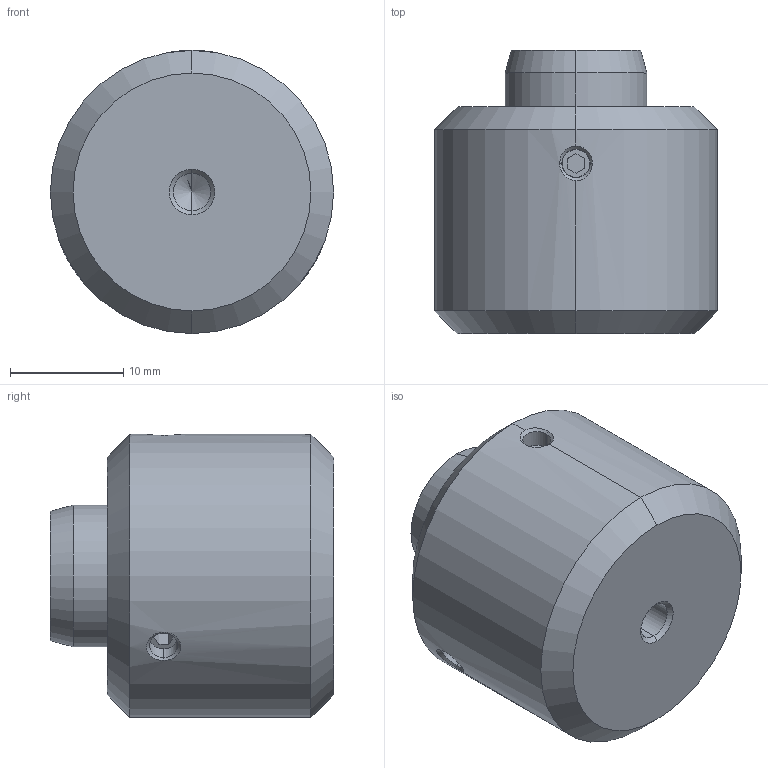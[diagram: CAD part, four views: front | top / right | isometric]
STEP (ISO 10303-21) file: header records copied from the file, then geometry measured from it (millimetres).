
FILE_DESCRIPTION (( 'STEP AP214' ), '1' );
FILE_NAME ('OM-004-020-010_01.STEP', '2024-10-12T18:33:02', ( '' ), ( '' ), 'SwSTEP 2.0', 'SolidWorks 2022', '' );
FILE_SCHEMA (( 'AUTOMOTIVE_DESIGN' ));
Length unit declared in the file: millimetre
Products named in the file (4): socket set screw cone point_iso_ISO 4027 - M3 x 6-N; OM-004-020-010_01; OM-004-020-120_01; OM-004-020-110_01
Assembly tree (5 placements, depth 2):
  OM-004-020-010_01
    OM-004-020-120_01
    OM-004-020-110_01
    socket set screw cone point_iso_ISO 4027 - M3 x 6-N  x3
Bounding box: 25 x 25 x 25 mm (x, y, z)
Volume: 9800.7 mm3; surface area: 3871.6 mm2
Topology: 5 solids, 5 shells, 89 faces, 202 edges, 117 vertices
Faces by surface type: cone 38, plane 29, cylinder 22
Entity records: 2154 total; most frequent: CARTESIAN_POINT 536, DIRECTION 302, ORIENTED_EDGE 264, EDGE_CURVE 132, AXIS2_PLACEMENT_3D 117, VERTEX_POINT 79, EDGE_LOOP 69, LINE 68
